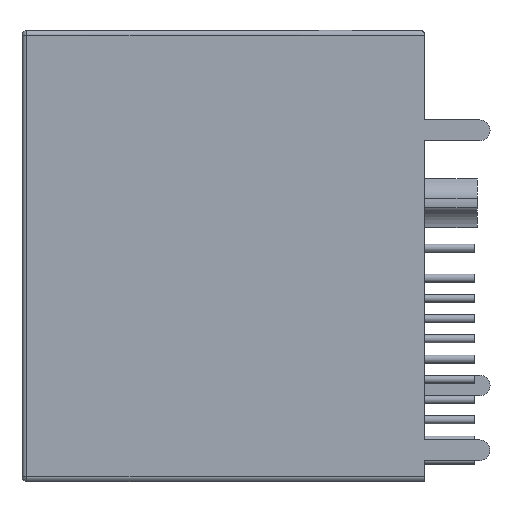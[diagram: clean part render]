
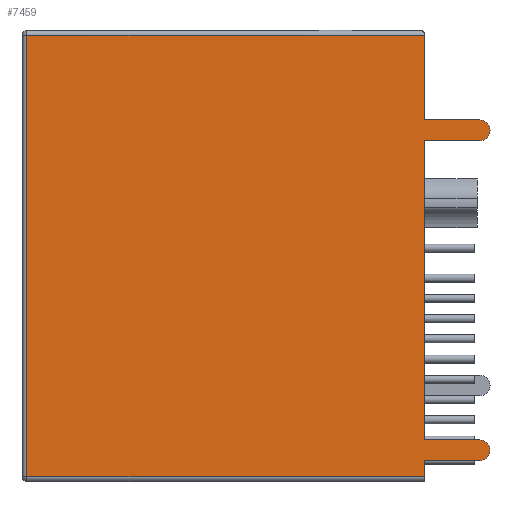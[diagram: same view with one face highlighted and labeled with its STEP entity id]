
A CAD part, left-side view. The second image highlights one B-rep face of the part: STEP entity #7459.
In plain terms, the highlighted planar face has unit normal (-1, 0, 0).
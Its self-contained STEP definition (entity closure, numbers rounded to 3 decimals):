
#104 = DIRECTION ( 'NONE',  ( 1., 0., 0. ) ) ;
#187 = ORIENTED_EDGE ( 'NONE', *, *, #433, .T. ) ;
#188 = DIRECTION ( 'NONE',  ( 0., 0., 1. ) ) ;
#279 = CARTESIAN_POINT ( 'NONE',  ( 0., 25.25, -28. ) ) ;
#310 = CARTESIAN_POINT ( 'NONE',  ( 0., 0., -26.98 ) ) ;
#311 = CARTESIAN_POINT ( 'NONE',  ( 0., 0., -28.3 ) ) ;
#364 = LINE ( 'NONE', #7963, #7271 ) ;
#369 = EDGE_CURVE ( 'NONE', #3118, #1125, #5719, .T. ) ;
#433 = EDGE_CURVE ( 'NONE', #1718, #5801, #364, .T. ) ;
#439 = EDGE_CURVE ( 'NONE', #1328, #3222, #7306, .T. ) ;
#632 = EDGE_CURVE ( 'NONE', #5992, #1328, #5424, .T. ) ;
#811 = VECTOR ( 'NONE', #7568, 1000. ) ;
#835 = LINE ( 'NONE', #279, #1600 ) ;
#873 = CARTESIAN_POINT ( 'NONE',  ( 0., 0., -25.68 ) ) ;
#1042 = DIRECTION ( 'NONE',  ( 0., 0., 1. ) ) ;
#1064 = CARTESIAN_POINT ( 'NONE',  ( 0., -3.45, -25.68 ) ) ;
#1125 = VERTEX_POINT ( 'NONE', #1064 ) ;
#1150 = CARTESIAN_POINT ( 'NONE',  ( 0., -3.45, -25.68 ) ) ;
#1187 = CARTESIAN_POINT ( 'NONE',  ( 0., -3.45, -26.33 ) ) ;
#1266 = LINE ( 'NONE', #2617, #8063 ) ;
#1328 = VERTEX_POINT ( 'NONE', #2486 ) ;
#1333 = CARTESIAN_POINT ( 'NONE',  ( 0., 0., -28. ) ) ;
#1600 = VECTOR ( 'NONE', #5430, 1000. ) ;
#1616 = EDGE_CURVE ( 'NONE', #1125, #5992, #3726, .T. ) ;
#1718 = VERTEX_POINT ( 'NONE', #5882 ) ;
#1909 = DIRECTION ( 'NONE',  ( 0., 1., 0. ) ) ;
#1979 = DIRECTION ( 'NONE',  ( 0., 0., 1. ) ) ;
#2014 = PLANE ( 'NONE',  #2108 ) ;
#2092 = VECTOR ( 'NONE', #2171, 1000. ) ;
#2108 = AXIS2_PLACEMENT_3D ( 'NONE', #3900, #104, #2689 ) ;
#2132 = CARTESIAN_POINT ( 'NONE',  ( 0., 25.25, -0.3 ) ) ;
#2171 = DIRECTION ( 'NONE',  ( 0., 1., 0. ) ) ;
#2192 = CARTESIAN_POINT ( 'NONE',  ( 0., 0., -6.92 ) ) ;
#2383 = VERTEX_POINT ( 'NONE', #310 ) ;
#2486 = CARTESIAN_POINT ( 'NONE',  ( 0., 0., -6.92 ) ) ;
#2605 = EDGE_CURVE ( 'NONE', #5928, #1718, #7244, .T. ) ;
#2617 = CARTESIAN_POINT ( 'NONE',  ( 0., 0., -28.3 ) ) ;
#2689 = DIRECTION ( 'NONE',  ( 0., 0., -1. ) ) ;
#2700 = ORIENTED_EDGE ( 'NONE', *, *, #4080, .T. ) ;
#2828 = VECTOR ( 'NONE', #1909, 1000. ) ;
#2907 = DIRECTION ( 'NONE',  ( 0., -1., 0. ) ) ;
#2964 = CARTESIAN_POINT ( 'NONE',  ( 0., -3.45, -26.98 ) ) ;
#2999 = VECTOR ( 'NONE', #5032, 1000. ) ;
#3118 = VERTEX_POINT ( 'NONE', #2964 ) ;
#3222 = VERTEX_POINT ( 'NONE', #6944 ) ;
#3334 = LINE ( 'NONE', #8197, #5018 ) ;
#3541 = EDGE_CURVE ( 'NONE', #3222, #5089, #7379, .T. ) ;
#3565 = ORIENTED_EDGE ( 'NONE', *, *, #4799, .T. ) ;
#3693 = CARTESIAN_POINT ( 'NONE',  ( 0., -3.45, -5.62 ) ) ;
#3726 = LINE ( 'NONE', #1150, #2828 ) ;
#3763 = DIRECTION ( 'NONE',  ( 0., 0., 1. ) ) ;
#3900 = CARTESIAN_POINT ( 'NONE',  ( 0., 25.25, -28.3 ) ) ;
#3991 = AXIS2_PLACEMENT_3D ( 'NONE', #5980, #7257, #188 ) ;
#4014 = EDGE_CURVE ( 'NONE', #4251, #2383, #1266, .T. ) ;
#4080 = EDGE_CURVE ( 'NONE', #5801, #4251, #835, .T. ) ;
#4251 = VERTEX_POINT ( 'NONE', #1333 ) ;
#4275 = CARTESIAN_POINT ( 'NONE',  ( 0., 0., -26.98 ) ) ;
#4394 = CARTESIAN_POINT ( 'NONE',  ( 0., -3.45, -5.62 ) ) ;
#4445 = VECTOR ( 'NONE', #2907, 1000. ) ;
#4799 = EDGE_CURVE ( 'NONE', #6120, #5928, #3334, .T. ) ;
#4991 = EDGE_CURVE ( 'NONE', #5089, #6120, #7015, .T. ) ;
#5018 = VECTOR ( 'NONE', #1979, 1000. ) ;
#5032 = DIRECTION ( 'NONE',  ( 0., 1., 0. ) ) ;
#5038 = CARTESIAN_POINT ( 'NONE',  ( 0., 0., -5.62 ) ) ;
#5089 = VERTEX_POINT ( 'NONE', #3693 ) ;
#5193 = CARTESIAN_POINT ( 'NONE',  ( 0., 0., -0.3 ) ) ;
#5197 = DIRECTION ( 'NONE',  ( 0., 0., 1. ) ) ;
#5366 = ORIENTED_EDGE ( 'NONE', *, *, #3541, .T. ) ;
#5424 = LINE ( 'NONE', #311, #8294 ) ;
#5430 = DIRECTION ( 'NONE',  ( 0., -1., 0. ) ) ;
#5462 = ORIENTED_EDGE ( 'NONE', *, *, #4014, .T. ) ;
#5536 = EDGE_CURVE ( 'NONE', #2383, #3118, #7444, .T. ) ;
#5719 = CIRCLE ( 'NONE', #6405, 0.65 ) ;
#5801 = VERTEX_POINT ( 'NONE', #6214 ) ;
#5882 = CARTESIAN_POINT ( 'NONE',  ( 0., 24.95, -0.3 ) ) ;
#5928 = VERTEX_POINT ( 'NONE', #5193 ) ;
#5980 = CARTESIAN_POINT ( 'NONE',  ( 0., -3.45, -6.27 ) ) ;
#5992 = VERTEX_POINT ( 'NONE', #873 ) ;
#6120 = VERTEX_POINT ( 'NONE', #5038 ) ;
#6125 = DIRECTION ( 'NONE',  ( 0., 0., -1. ) ) ;
#6214 = CARTESIAN_POINT ( 'NONE',  ( 0., 24.95, -28. ) ) ;
#6279 = ORIENTED_EDGE ( 'NONE', *, *, #369, .T. ) ;
#6327 = ORIENTED_EDGE ( 'NONE', *, *, #5536, .T. ) ;
#6405 = AXIS2_PLACEMENT_3D ( 'NONE', #1187, #7138, #3763 ) ;
#6727 = ORIENTED_EDGE ( 'NONE', *, *, #4991, .T. ) ;
#6826 = ORIENTED_EDGE ( 'NONE', *, *, #2605, .T. ) ;
#6944 = CARTESIAN_POINT ( 'NONE',  ( 0., -3.45, -6.92 ) ) ;
#7015 = LINE ( 'NONE', #4394, #2999 ) ;
#7138 = DIRECTION ( 'NONE',  ( -1., 0., 0. ) ) ;
#7179 = FACE_OUTER_BOUND ( 'NONE', #8143, .T. ) ;
#7211 = ORIENTED_EDGE ( 'NONE', *, *, #632, .T. ) ;
#7244 = LINE ( 'NONE', #2132, #2092 ) ;
#7257 = DIRECTION ( 'NONE',  ( -1., 0., 0. ) ) ;
#7271 = VECTOR ( 'NONE', #6125, 1000. ) ;
#7306 = LINE ( 'NONE', #2192, #4445 ) ;
#7379 = CIRCLE ( 'NONE', #3991, 0.65 ) ;
#7444 = LINE ( 'NONE', #4275, #811 ) ;
#7450 = ORIENTED_EDGE ( 'NONE', *, *, #439, .T. ) ;
#7459 = ADVANCED_FACE ( 'NONE', ( #7179 ), #2014, .F. ) ;
#7527 = ORIENTED_EDGE ( 'NONE', *, *, #1616, .T. ) ;
#7568 = DIRECTION ( 'NONE',  ( 0., -1., 0. ) ) ;
#7963 = CARTESIAN_POINT ( 'NONE',  ( 0., 24.95, -28.3 ) ) ;
#8063 = VECTOR ( 'NONE', #5197, 1000. ) ;
#8143 = EDGE_LOOP ( 'NONE', ( #187, #2700, #5462, #6327, #6279, #7527, #7211, #7450, #5366, #6727, #3565, #6826 ) ) ;
#8197 = CARTESIAN_POINT ( 'NONE',  ( 0., 0., -28.3 ) ) ;
#8294 = VECTOR ( 'NONE', #1042, 1000. ) ;
